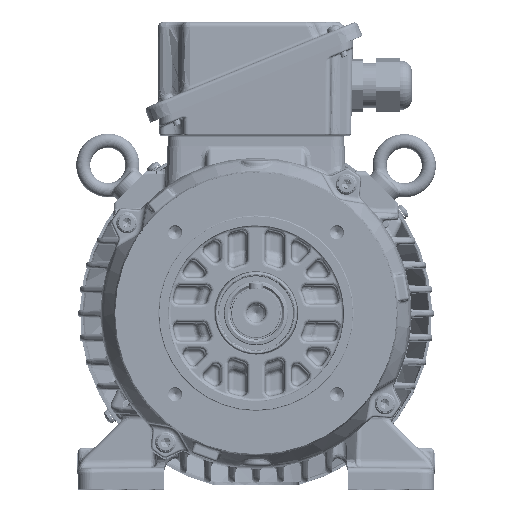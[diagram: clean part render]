
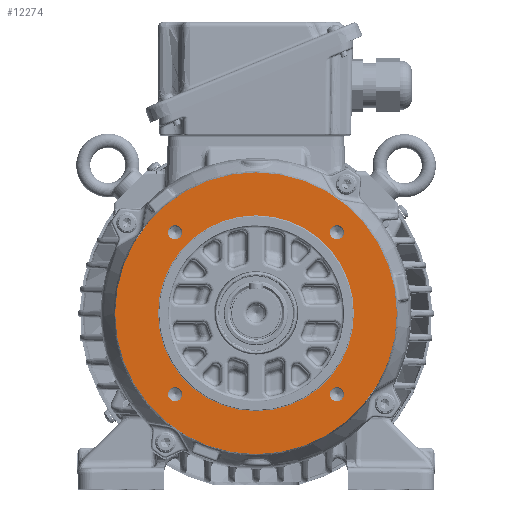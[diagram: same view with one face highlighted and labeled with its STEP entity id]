
A CAD part, top view. The second image highlights one B-rep face of the part: STEP entity #12274.
In plain terms, the highlighted planar face has unit normal (0, 0, 1).
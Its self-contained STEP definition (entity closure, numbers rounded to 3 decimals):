
#10344=FACE_BOUND('',#22837,.T.);
#10345=FACE_BOUND('',#22838,.T.);
#10346=FACE_BOUND('',#22839,.T.);
#10347=FACE_BOUND('',#22840,.T.);
#10348=FACE_BOUND('',#22841,.T.);
#10349=FACE_BOUND('',#22842,.T.);
#12274=ADVANCED_FACE('',(#10344,#10345,#10346,#10347,#10348,#10349),#16108,
 .F.);
#16108=PLANE('',#86066);
#22837=EDGE_LOOP('',(#40943));
#22838=EDGE_LOOP('',(#40944));
#22839=EDGE_LOOP('',(#40945));
#22840=EDGE_LOOP('',(#40946));
#22841=EDGE_LOOP('',(#40947));
#22842=EDGE_LOOP('',(#40948));
#40943=ORIENTED_EDGE('',*,*,#69659,.T.);
#40944=ORIENTED_EDGE('',*,*,#69660,.T.);
#40945=ORIENTED_EDGE('',*,*,#69661,.T.);
#40946=ORIENTED_EDGE('',*,*,#69662,.T.);
#40947=ORIENTED_EDGE('',*,*,#68650,.T.);
#40948=ORIENTED_EDGE('',*,*,#68546,.F.);
#59394=VERTEX_POINT('',#124292);
#59484=VERTEX_POINT('',#125297);
#60111=VERTEX_POINT('',#130965);
#60112=VERTEX_POINT('',#130967);
#60113=VERTEX_POINT('',#130969);
#60114=VERTEX_POINT('',#130971);
#68546=EDGE_CURVE('',#59394,#59394,#79520,.T.);
#68650=EDGE_CURVE('',#59484,#59484,#79556,.T.);
#69659=EDGE_CURVE('',#60111,#60111,#80039,.T.);
#69660=EDGE_CURVE('',#60112,#60112,#80040,.T.);
#69661=EDGE_CURVE('',#60113,#60113,#80041,.T.);
#69662=EDGE_CURVE('',#60114,#60114,#80042,.T.);
#79520=CIRCLE('',#85239,80.);
#79556=CIRCLE('',#85289,55.6);
#80039=CIRCLE('',#86062,4.);
#80040=CIRCLE('',#86063,4.);
#80041=CIRCLE('',#86064,4.);
#80042=CIRCLE('',#86065,4.);
#85239=AXIS2_PLACEMENT_3D('',#124291,#97556,#97557);
#85289=AXIS2_PLACEMENT_3D('',#125296,#97668,#97669);
#86062=AXIS2_PLACEMENT_3D('',#130964,#99362,#99363);
#86063=AXIS2_PLACEMENT_3D('',#130966,#99364,#99365);
#86064=AXIS2_PLACEMENT_3D('',#130968,#99366,#99367);
#86065=AXIS2_PLACEMENT_3D('',#130970,#99368,#99369);
#86066=AXIS2_PLACEMENT_3D('',#130972,#99370,#99371);
#97556=DIRECTION('',(0.,0.,-1.));
#97557=DIRECTION('',(-1.,0.,0.));
#97668=DIRECTION('',(0.,0.,-1.));
#97669=DIRECTION('',(-1.,0.,0.));
#99362=DIRECTION('',(0.,0.,-1.));
#99363=DIRECTION('',(-1.,0.,0.));
#99364=DIRECTION('',(0.,0.,-1.));
#99365=DIRECTION('',(-1.,0.,0.));
#99366=DIRECTION('',(0.,0.,-1.));
#99367=DIRECTION('',(-1.,0.,0.));
#99368=DIRECTION('',(0.,0.,-1.));
#99369=DIRECTION('',(-1.,0.,0.));
#99370=DIRECTION('',(0.,0.,-1.));
#99371=DIRECTION('',(-1.,0.,0.));
#124291=CARTESIAN_POINT('',(0.,0.,0.));
#124292=CARTESIAN_POINT('',(-80.,0.,0.));
#125296=CARTESIAN_POINT('',(0.,0.,0.));
#125297=CARTESIAN_POINT('',(-55.6,0.,0.));
#130964=CARTESIAN_POINT('',(45.962,-45.962,0.));
#130965=CARTESIAN_POINT('',(41.962,-45.962,0.));
#130966=CARTESIAN_POINT('',(-45.962,-45.962,0.));
#130967=CARTESIAN_POINT('',(-49.962,-45.962,0.));
#130968=CARTESIAN_POINT('',(-45.962,45.962,0.));
#130969=CARTESIAN_POINT('',(-49.962,45.962,0.));
#130970=CARTESIAN_POINT('',(45.962,45.962,0.));
#130971=CARTESIAN_POINT('',(41.962,45.962,0.));
#130972=CARTESIAN_POINT('',(0.,55.,0.));
